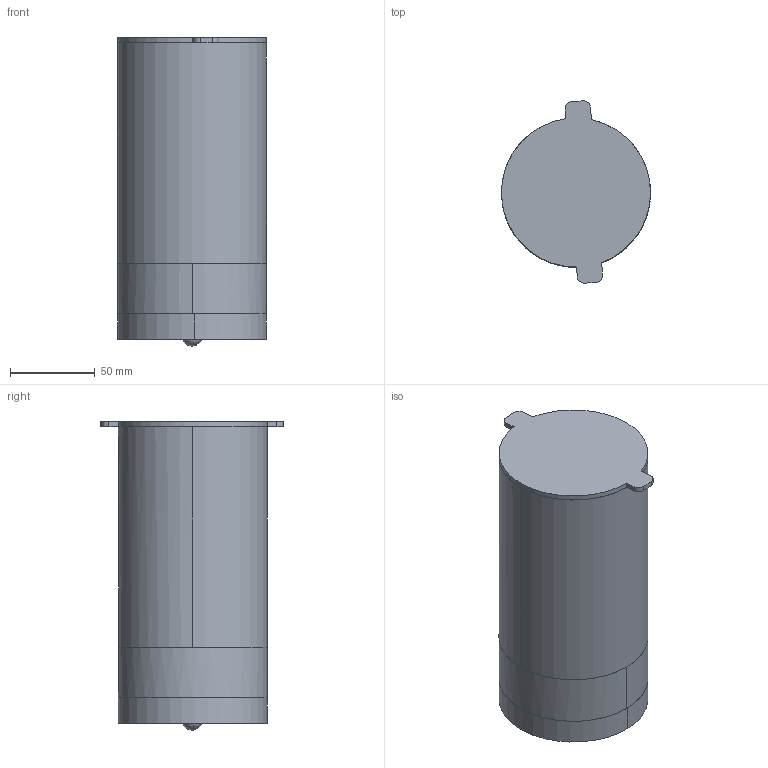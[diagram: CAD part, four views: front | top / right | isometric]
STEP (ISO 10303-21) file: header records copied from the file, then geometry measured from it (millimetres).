
FILE_DESCRIPTION (( 'STEP AP203' ), '1' );
FILE_NAME ('SmartCupAssembly.STEP', '2023-04-04T18:21:27', ( '' ), ( '' ), 'SwSTEP 2.0', 'SolidWorks 2021', '' );
FILE_SCHEMA (( 'CONFIG_CONTROL_DESIGN' ));
Length unit declared in the file: millimetre
Products named in the file (6): UltrasonicTop; CupLid; CupTop_PlaceUltrasonic; MiddleCup; Bottom; SmartCupAssembly
Assembly tree (5 placements, depth 2):
  SmartCupAssembly
    MiddleCup
    CupTop_PlaceUltrasonic
    UltrasonicTop
    Bottom
    CupLid
Bounding box: 88 x 107.73 x 182.05 mm (x, y, z)
Volume: 327901.6 mm3; surface area: 158104.7 mm2
Topology: 5 solids, 5 shells, 129 faces, 336 edges, 224 vertices
Faces by surface type: plane 68, cylinder 57, sphere 2, torus 2
Entity records: 4652 total; most frequent: CARTESIAN_POINT 735, DIRECTION 734, ORIENTED_EDGE 662, EDGE_CURVE 331, AXIS2_PLACEMENT_3D 275, VERTEX_POINT 221, LINE 184, VECTOR 184
